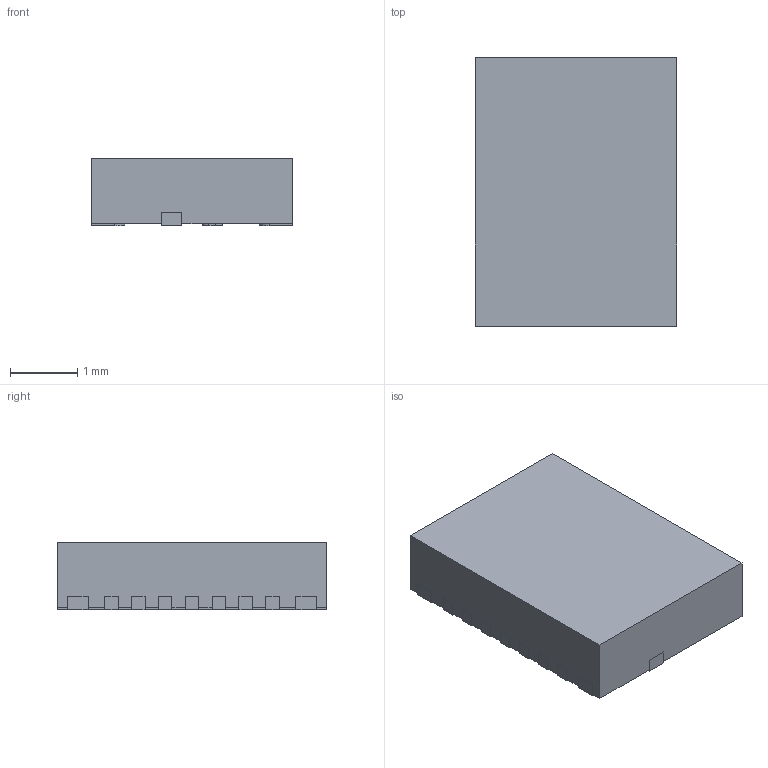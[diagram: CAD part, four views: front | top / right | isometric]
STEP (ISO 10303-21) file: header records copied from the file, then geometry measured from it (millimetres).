
FILE_DESCRIPTION((''),'2;1');
FILE_NAME('RWW0021A_ASM','2018-05-01T14:53:22',('a0412086'),(''),'CREO PARAMETRIC BY PTC INC, 2017260','CREO PARAMETRIC BY PTC INC, 2017260','');
FILE_SCHEMA(('AUTOMOTIVE_DESIGN { 1 0 10303 214 1 1 1 1 }'));
Length unit declared in the file: millimetre
Products named in the file (3): FRAME; MOLD; RWW0021A_ASM
Assembly tree (2 placements, depth 2):
  RWW0021A_ASM
    FRAME
    MOLD
Bounding box: 3 x 4 x 1 mm (x, y, z)
Volume: 11.8 mm3; surface area: 56.8 mm2
Topology: 15 solids, 15 shells, 232 faces, 606 edges, 404 vertices
Faces by surface type: plane 187, cylinder 45
Entity records: 9279 total; most frequent: CARTESIAN_POINT 1281, ORIENTED_EDGE 1212, DIRECTION 1209, PRESENTATION_STYLE_ASSIGNMENT 621, STYLED_ITEM 621, CURVE_STYLE 606, EDGE_CURVE 606, VECTOR 516
